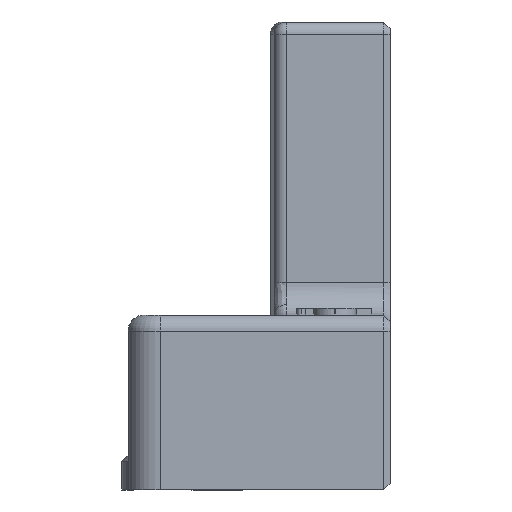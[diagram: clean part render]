
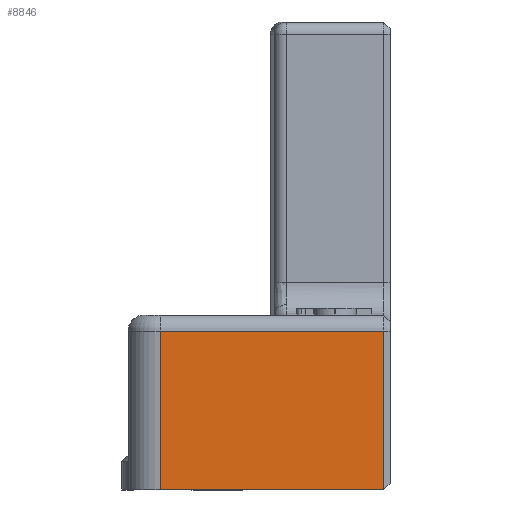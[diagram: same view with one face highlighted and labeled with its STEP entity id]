
A CAD part, front view. The second image highlights one B-rep face of the part: STEP entity #8846.
In plain terms, the highlighted face is planar.
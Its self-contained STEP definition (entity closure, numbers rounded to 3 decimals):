
#130 = AXIS2_PLACEMENT_3D ( 'NONE', #2790, #13377, #6377 ) ;
#1118 = LINE ( 'NONE', #5865, #14984 ) ;
#1353 = CARTESIAN_POINT ( 'NONE',  ( -2.75, 99.75, -588.526 ) ) ;
#1433 = LINE ( 'NONE', #3673, #5584 ) ;
#1590 = DIRECTION ( 'NONE',  ( 0., 0., -1. ) ) ;
#1625 = FACE_OUTER_BOUND ( 'NONE', #7279, .T. ) ;
#2038 = VERTEX_POINT ( 'NONE', #9936 ) ;
#2455 = EDGE_CURVE ( 'NONE', #8148, #2921, #1118, .T. ) ;
#2790 = CARTESIAN_POINT ( 'NONE',  ( 8., 99.75, -588.526 ) ) ;
#2829 = ORIENTED_EDGE ( 'NONE', *, *, #9490, .F. ) ;
#2858 = VECTOR ( 'NONE', #1590, 1000. ) ;
#2921 = VERTEX_POINT ( 'NONE', #15023 ) ;
#3673 = CARTESIAN_POINT ( 'NONE',  ( 7., 99.75, -588.526 ) ) ;
#4216 = EDGE_CURVE ( 'NONE', #7462, #2038, #9297, .T. ) ;
#5268 = CARTESIAN_POINT ( 'NONE',  ( 7., 99.75, -14.1 ) ) ;
#5546 = VECTOR ( 'NONE', #14302, 1000. ) ;
#5584 = VECTOR ( 'NONE', #8425, 1000. ) ;
#5865 = CARTESIAN_POINT ( 'NONE',  ( 8., 99.75, -0.4 ) ) ;
#6377 = DIRECTION ( 'NONE',  ( -1., 0., 0. ) ) ;
#6393 = ORIENTED_EDGE ( 'NONE', *, *, #2455, .F. ) ;
#7279 = EDGE_LOOP ( 'NONE', ( #2829, #14622, #9246, #6393 ) ) ;
#7462 = VERTEX_POINT ( 'NONE', #5268 ) ;
#7991 = EDGE_CURVE ( 'NONE', #2921, #2038, #13257, .T. ) ;
#8148 = VERTEX_POINT ( 'NONE', #11821 ) ;
#8293 = CARTESIAN_POINT ( 'NONE',  ( 8., 99.75, -14.1 ) ) ;
#8425 = DIRECTION ( 'NONE',  ( 0., 0., 1. ) ) ;
#8846 = ADVANCED_FACE ( 'NONE', ( #1625 ), #13294, .F. ) ;
#9246 = ORIENTED_EDGE ( 'NONE', *, *, #7991, .F. ) ;
#9297 = LINE ( 'NONE', #8293, #5546 ) ;
#9490 = EDGE_CURVE ( 'NONE', #7462, #8148, #1433, .T. ) ;
#9936 = CARTESIAN_POINT ( 'NONE',  ( -2.75, 99.75, -14.1 ) ) ;
#11821 = CARTESIAN_POINT ( 'NONE',  ( 7., 99.75, -0.4 ) ) ;
#13257 = LINE ( 'NONE', #1353, #2858 ) ;
#13294 = PLANE ( 'NONE',  #130 ) ;
#13377 = DIRECTION ( 'NONE',  ( 0., -1., 0. ) ) ;
#13633 = DIRECTION ( 'NONE',  ( -1., 0., 0. ) ) ;
#14302 = DIRECTION ( 'NONE',  ( -1., 0., 0. ) ) ;
#14622 = ORIENTED_EDGE ( 'NONE', *, *, #4216, .T. ) ;
#14984 = VECTOR ( 'NONE', #13633, 1000. ) ;
#15023 = CARTESIAN_POINT ( 'NONE',  ( -2.75, 99.75, -0.4 ) ) ;
